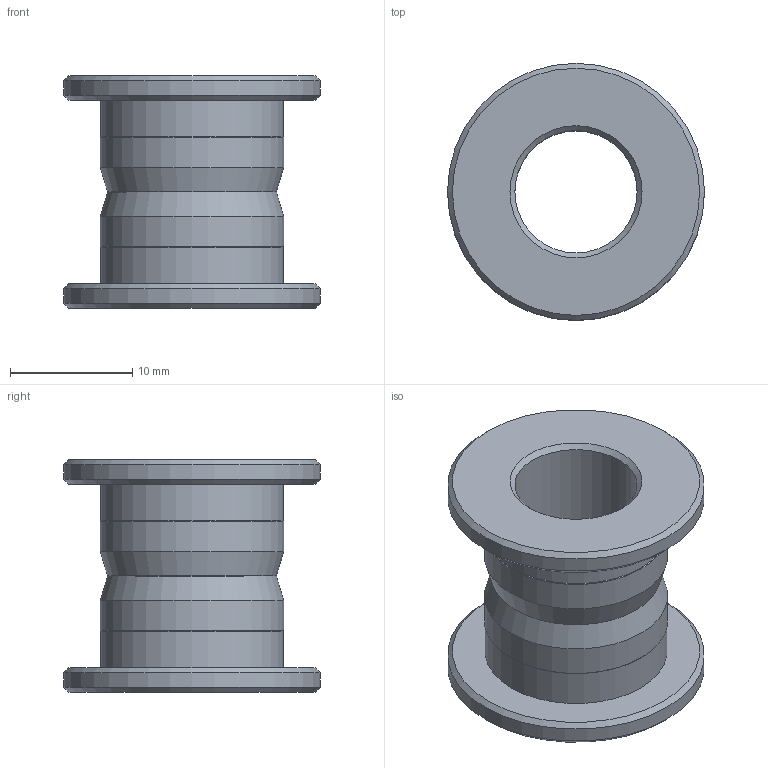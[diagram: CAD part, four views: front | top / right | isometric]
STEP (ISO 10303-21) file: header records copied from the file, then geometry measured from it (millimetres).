
FILE_DESCRIPTION(/* description */ (''),/* implementation_level */ '2;1');
FILE_NAME(/* name */ 'Panel_Wires_v5.step',/* time_stamp */ '2024-03-04T20:08:14+01:00',/* author */ (''),/* organization */ (''),/* preprocessor_version */ 'ST-DEVELOPER v20',/* originating_system */ 'Autodesk Translation Framework v12.20.1.177',/* authorisation */ '');
FILE_SCHEMA (('AUTOMOTIVE_DESIGN { 1 0 10303 214 3 1 1 }'));
Length unit declared in the file: millimetre
Products named in the file (3): Panel Wires; Straight; housing__straight_x2
Assembly tree (3 placements, depth 3):
  Panel Wires
    Straight
      housing__straight_x2  x2
Bounding box: 21 x 21 x 19 mm (x, y, z)
Volume: 2448.7 mm3; surface area: 2512.8 mm2
Topology: 2 solids, 2 shells, 24 faces, 42 edges, 24 vertices
Faces by surface type: cone 10, cylinder 8, plane 6
Full cylindrical faces by diameter (mm): 10 x2, 14.9 x2, 15 x2, 21 x2
Entity records: 381 total; most frequent: DIRECTION 69, CARTESIAN_POINT 51, ORIENTED_EDGE 42, AXIS2_PLACEMENT_3D 30, EDGE_CURVE 21, EDGE_LOOP 15, FACE_OUTER_BOUND 12, CIRCLE 12
